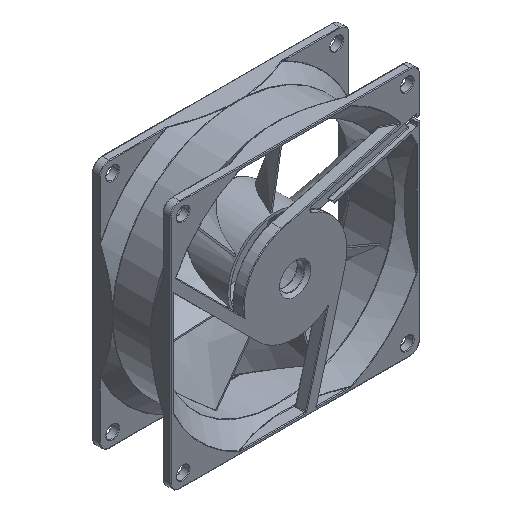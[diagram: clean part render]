
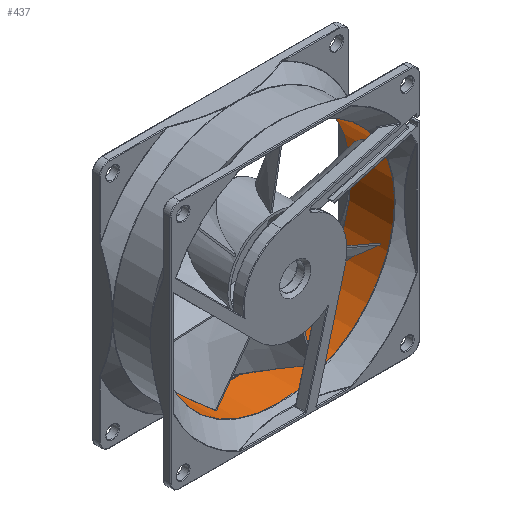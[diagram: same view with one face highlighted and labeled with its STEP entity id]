
A CAD part, isometric view. The second image highlights one B-rep face of the part: STEP entity #437.
In plain terms, the highlighted cylindrical face has radius 37.25 mm (diameter 74.5 mm), a full revolution.
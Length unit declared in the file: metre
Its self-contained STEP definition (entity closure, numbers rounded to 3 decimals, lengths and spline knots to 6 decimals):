
#437 = ADVANCED_FACE( '', ( #1271, #1272 ), #1273, .F. );
#1271 = FACE_OUTER_BOUND( '', #2559, .T. );
#1272 = FACE_OUTER_BOUND( '', #2560, .T. );
#1273 = CYLINDRICAL_SURFACE( '', #2561, 0.03725 );
#2559 = EDGE_LOOP( '', ( #13751 ) );
#2560 = EDGE_LOOP( '', ( #13752 ) );
#2561 = AXIS2_PLACEMENT_3D( '', #13753, #13754, #13755 );
#13751 = ORIENTED_EDGE( '', *, *, #16801, .T. );
#13752 = ORIENTED_EDGE( '', *, *, #16802, .T. );
#13753 = CARTESIAN_POINT( '', ( 0., 0.0125, 0. ) );
#13754 = DIRECTION( '', ( 0., -1., 0. ) );
#13755 = DIRECTION( '', ( -1., 0., 0. ) );
#16801 = EDGE_CURVE( '', #18131, #18131, #18132, .T. );
#16802 = EDGE_CURVE( '', #18133, #18133, #18134, .F. );
#18131 = VERTEX_POINT( '', #20041 );
#18132 = CIRCLE( '', #20042, 0.03725 );
#18133 = VERTEX_POINT( '', #20043 );
#18134 = CIRCLE( '', #20044, 0.03725 );
#20041 = CARTESIAN_POINT( '', ( 0.03725, 0.005547, 0. ) );
#20042 = AXIS2_PLACEMENT_3D( '', #27321, #27322, #27323 );
#20043 = CARTESIAN_POINT( '', ( 0.03725, 0.019453, 0. ) );
#20044 = AXIS2_PLACEMENT_3D( '', #27324, #27325, #27326 );
#27321 = CARTESIAN_POINT( '', ( 0., 0.005547, 0. ) );
#27322 = DIRECTION( '', ( 0., -1., 0. ) );
#27323 = DIRECTION( '', ( 1., 0., 0. ) );
#27324 = CARTESIAN_POINT( '', ( 0., 0.019453, 0. ) );
#27325 = DIRECTION( '', ( 0., -1., 0. ) );
#27326 = DIRECTION( '', ( 1., 0., 0. ) );
